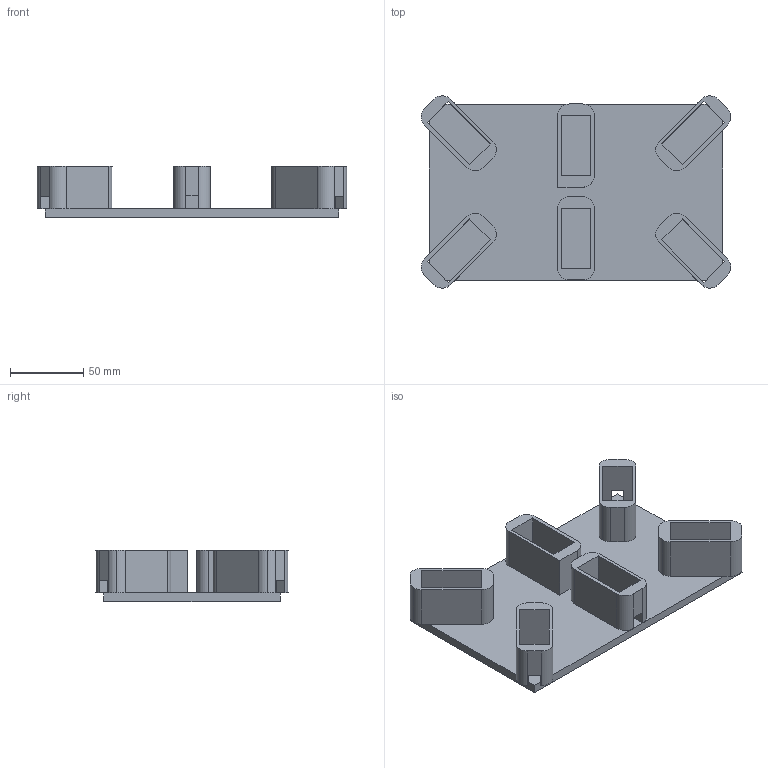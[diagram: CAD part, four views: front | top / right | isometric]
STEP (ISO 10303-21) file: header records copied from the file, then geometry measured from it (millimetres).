
FILE_DESCRIPTION (( 'STEP AP214' ), '1' );
FILE_NAME ('hexa base.STEP', '2022-02-13T14:43:59', ( '' ), ( '' ), 'SwSTEP 2.0', 'SolidWorks 2020', '' );
FILE_SCHEMA (( 'AUTOMOTIVE_DESIGN' ));
Length unit declared in the file: millimetre
Products named in the file (1): hexa base
Bounding box: 211.02 x 130.99 x 34.82 mm (x, y, z)
Volume: 234161.9 mm3; surface area: 100505.2 mm2
Topology: 1 solids, 1 shells, 117 faces, 373 edges, 238 vertices
Faces by surface type: plane 90, cylinder 27
Entity records: 4135 total; most frequent: ORIENTED_EDGE 746, CARTESIAN_POINT 729, DIRECTION 663, EDGE_CURVE 373, VECTOR 319, LINE 319, VERTEX_POINT 238, AXIS2_PLACEMENT_3D 172
